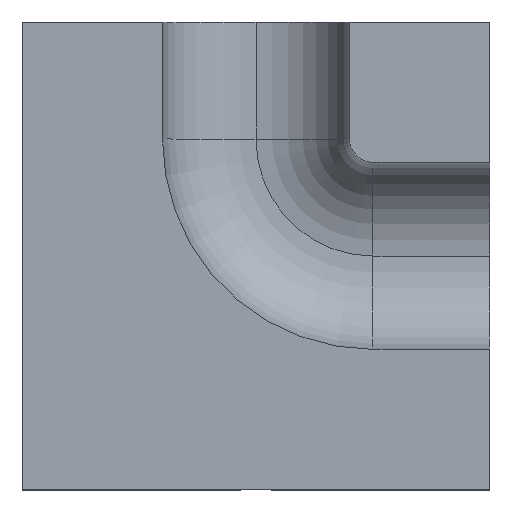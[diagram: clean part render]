
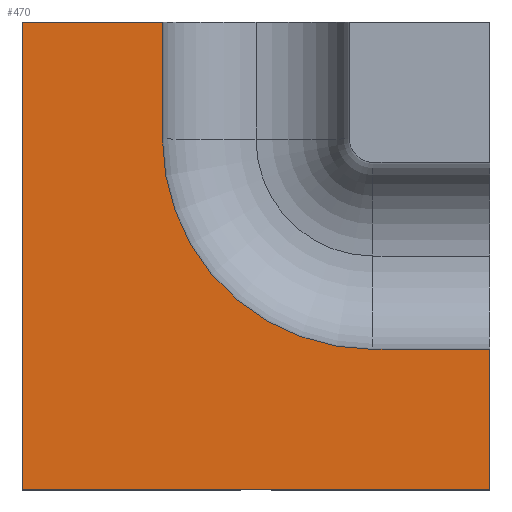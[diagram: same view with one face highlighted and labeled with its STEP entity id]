
A CAD part, top view. The second image highlights one B-rep face of the part: STEP entity #470.
In plain terms, the highlighted planar face has unit normal (0, 0, 1).
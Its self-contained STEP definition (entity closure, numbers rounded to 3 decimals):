
#194=CARTESIAN_POINT('',(15.,-6.,10.));
#195=VERTEX_POINT('',#194);
#203=CARTESIAN_POINT('',(15.,-15.,10.));
#204=VERTEX_POINT('',#203);
#205=CARTESIAN_POINT('',(15.,-6.,10.));
#206=DIRECTION('',(0.,-1.,0.));
#207=VECTOR('',#206,9.);
#208=LINE('',#205,#207);
#209=EDGE_CURVE('',#195,#204,#208,.T.);
#249=CARTESIAN_POINT('',(-15.,15.,10.));
#250=VERTEX_POINT('',#249);
#257=CARTESIAN_POINT('',(-6.,15.,10.));
#258=VERTEX_POINT('',#257);
#259=CARTESIAN_POINT('',(-15.,15.,10.));
#260=DIRECTION('',(1.,0.,-0.));
#261=VECTOR('',#260,9.);
#262=LINE('',#259,#261);
#263=EDGE_CURVE('',#250,#258,#262,.T.);
#331=CARTESIAN_POINT('',(-15.,-15.,10.));
#332=VERTEX_POINT('',#331);
#339=CARTESIAN_POINT('',(-15.,-15.,10.));
#340=DIRECTION('',(0.,1.,0.));
#341=VECTOR('',#340,30.);
#342=LINE('',#339,#341);
#343=EDGE_CURVE('',#332,#250,#342,.T.);
#379=CARTESIAN_POINT('',(15.,-15.,10.));
#380=DIRECTION('',(-1.,0.,0.));
#381=VECTOR('',#380,30.);
#382=LINE('',#379,#381);
#383=EDGE_CURVE('',#204,#332,#382,.T.);
#436=CARTESIAN_POINT('',(0.,0.,10.));
#437=DIRECTION('',(0.,0.,1.));
#438=DIRECTION('',(1.,0.,0.));
#439=AXIS2_PLACEMENT_3D('',#436,#437,#438);
#440=PLANE('',#439);
#441=CARTESIAN_POINT('',(-6.,7.5,10.));
#442=VERTEX_POINT('',#441);
#443=CARTESIAN_POINT('',(-6.,15.,10.));
#444=DIRECTION('',(0.,-1.,0.));
#445=VECTOR('',#444,7.5);
#446=LINE('',#443,#445);
#447=EDGE_CURVE('',#258,#442,#446,.T.);
#448=ORIENTED_EDGE('',*,*,#447,.F.);
#449=ORIENTED_EDGE('',*,*,#263,.F.);
#450=ORIENTED_EDGE('',*,*,#343,.F.);
#451=ORIENTED_EDGE('',*,*,#383,.F.);
#452=ORIENTED_EDGE('',*,*,#209,.F.);
#453=CARTESIAN_POINT('',(7.5,-6.,10.));
#454=VERTEX_POINT('',#453);
#455=CARTESIAN_POINT('',(7.5,-6.,10.));
#456=DIRECTION('',(1.,0.,-0.));
#457=VECTOR('',#456,7.5);
#458=LINE('',#455,#457);
#459=EDGE_CURVE('',#454,#195,#458,.T.);
#460=ORIENTED_EDGE('',*,*,#459,.F.);
#461=CARTESIAN_POINT('',(7.5,7.5,10.));
#462=DIRECTION('',(0.,0.,1.));
#463=DIRECTION('',(1.,0.,-0.));
#464=AXIS2_PLACEMENT_3D('',#461,#462,#463);
#465=CIRCLE('',#464,13.5);
#466=EDGE_CURVE('',#442,#454,#465,.T.);
#467=ORIENTED_EDGE('',*,*,#466,.F.);
#468=EDGE_LOOP('',(#448,#449,#450,#451,#452,#460,#467));
#469=FACE_BOUND('',#468,.T.);
#470=ADVANCED_FACE('',(#469),#440,.T.);
